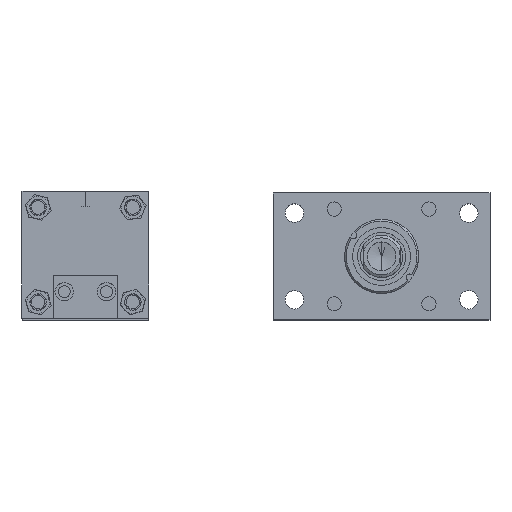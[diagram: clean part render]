
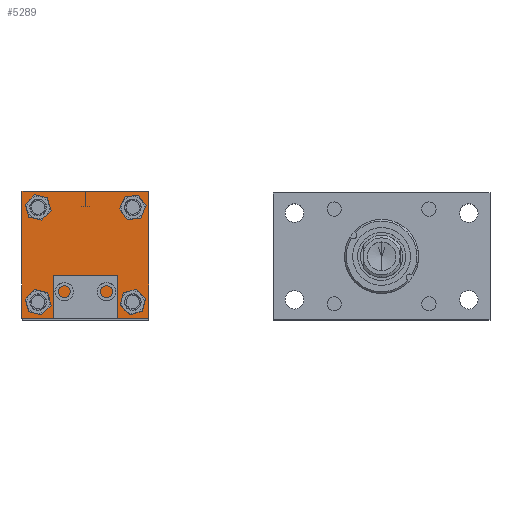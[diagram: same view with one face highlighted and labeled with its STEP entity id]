
A CAD part, top view. The second image highlights one B-rep face of the part: STEP entity #5289.
In plain terms, the highlighted face is planar.
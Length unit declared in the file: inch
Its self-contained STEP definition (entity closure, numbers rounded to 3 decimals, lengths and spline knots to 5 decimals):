
#422 = EDGE_LOOP ( 'NONE', ( #9324, #11743, #11125, #8728 ) ) ;
#642 = DIRECTION ( 'NONE',  ( -1., 0., 0. ) ) ;
#853 = EDGE_CURVE ( 'NONE', #5551, #1322, #10242, .T. ) ;
#922 = EDGE_CURVE ( 'NONE', #9533, #5100, #8591, .T. ) ;
#1195 = ORIENTED_EDGE ( 'NONE', *, *, #853, .T. ) ;
#1317 = AXIS2_PLACEMENT_3D ( 'NONE', #10801, #4568, #9795 ) ;
#1322 = VERTEX_POINT ( 'NONE', #13215 ) ;
#1429 = DIRECTION ( 'NONE',  ( 0., 0., 1. ) ) ;
#1504 = VECTOR ( 'NONE', #2917, 39.37008 ) ;
#1701 = CARTESIAN_POINT ( 'NONE',  ( 4.39788, 7.73791, -0.3831 ) ) ;
#1754 = CARTESIAN_POINT ( 'NONE',  ( 6.63588, 7.73791, -0.3831 ) ) ;
#1865 = AXIS2_PLACEMENT_3D ( 'NONE', #5038, #6074, #5947 ) ;
#1977 = CARTESIAN_POINT ( 'NONE',  ( 4.19488, 9.97591, -0.3831 ) ) ;
#2045 = AXIS2_PLACEMENT_3D ( 'NONE', #3965, #2951, #10244 ) ;
#2203 = FACE_BOUND ( 'NONE', #3704, .T. ) ;
#2342 = ORIENTED_EDGE ( 'NONE', *, *, #10077, .T. ) ;
#2378 = DIRECTION ( 'NONE',  ( 1., 0., 0. ) ) ;
#2442 = CARTESIAN_POINT ( 'NONE',  ( 4.39788, 9.97591, -0.3831 ) ) ;
#2609 = CARTESIAN_POINT ( 'NONE',  ( 3.81388, 7.35691, -0.3831 ) ) ;
#2744 = LINE ( 'NONE', #6893, #6646 ) ;
#2917 = DIRECTION ( 'NONE',  ( 0., -1., 0. ) ) ;
#2951 = DIRECTION ( 'NONE',  ( 0., 0., 1. ) ) ;
#2984 = EDGE_CURVE ( 'NONE', #9341, #7984, #11992, .T. ) ;
#2998 = EDGE_CURVE ( 'NONE', #7672, #7418, #11661, .T. ) ;
#3001 = FACE_BOUND ( 'NONE', #5213, .T. ) ;
#3003 = CARTESIAN_POINT ( 'NONE',  ( 3.99188, 7.73791, -0.3831 ) ) ;
#3061 = AXIS2_PLACEMENT_3D ( 'NONE', #4861, #11150, #7072 ) ;
#3324 = DIRECTION ( 'NONE',  ( 0., 0., 1. ) ) ;
#3509 = CARTESIAN_POINT ( 'NONE',  ( 6.81388, 7.35691, -0.3831 ) ) ;
#3704 = EDGE_LOOP ( 'NONE', ( #10696, #12947 ) ) ;
#3910 = VERTEX_POINT ( 'NONE', #9296 ) ;
#3965 = CARTESIAN_POINT ( 'NONE',  ( 6.43288, 9.97591, -0.3831 ) ) ;
#4150 = LINE ( 'NONE', #12855, #8195 ) ;
#4568 = DIRECTION ( 'NONE',  ( 0., 0., 1. ) ) ;
#4779 = VERTEX_POINT ( 'NONE', #12847 ) ;
#4861 = CARTESIAN_POINT ( 'NONE',  ( 4.19488, 9.97591, -0.3831 ) ) ;
#4981 = FACE_OUTER_BOUND ( 'NONE', #422, .T. ) ;
#4985 = DIRECTION ( 'NONE',  ( 1., 0., 0. ) ) ;
#5038 = CARTESIAN_POINT ( 'NONE',  ( 4.19488, 7.73791, -0.3831 ) ) ;
#5100 = VERTEX_POINT ( 'NONE', #11470 ) ;
#5153 = DIRECTION ( 'NONE',  ( 1., 0., 0. ) ) ;
#5213 = EDGE_LOOP ( 'NONE', ( #9786, #13411 ) ) ;
#5289 = ADVANCED_FACE ( 'NONE', ( #3001, #2203, #12972, #11005, #4981 ), #6477, .F. ) ;
#5345 = VERTEX_POINT ( 'NONE', #3509 ) ;
#5551 = VERTEX_POINT ( 'NONE', #1754 ) ;
#5706 = LINE ( 'NONE', #12276, #8319 ) ;
#5756 = EDGE_CURVE ( 'NONE', #7984, #9341, #11649, .T. ) ;
#5947 = DIRECTION ( 'NONE',  ( 1., 0., 0. ) ) ;
#6074 = DIRECTION ( 'NONE',  ( 0., 0., 1. ) ) ;
#6100 = AXIS2_PLACEMENT_3D ( 'NONE', #1977, #11410, #5153 ) ;
#6144 = AXIS2_PLACEMENT_3D ( 'NONE', #8006, #11235, #4985 ) ;
#6205 = EDGE_CURVE ( 'NONE', #4779, #3910, #4150, .T. ) ;
#6477 = PLANE ( 'NONE',  #9851 ) ;
#6646 = VECTOR ( 'NONE', #8896, 39.37008 ) ;
#6699 = DIRECTION ( 'NONE',  ( 1., 0., 0. ) ) ;
#6893 = CARTESIAN_POINT ( 'NONE',  ( 6.81388, 5.55135, -0.3831 ) ) ;
#7047 = EDGE_LOOP ( 'NONE', ( #9371, #8017 ) ) ;
#7072 = DIRECTION ( 'NONE',  ( 1., 0., 0. ) ) ;
#7150 = AXIS2_PLACEMENT_3D ( 'NONE', #12821, #10664, #2378 ) ;
#7418 = VERTEX_POINT ( 'NONE', #1701 ) ;
#7581 = DIRECTION ( 'NONE',  ( -1., 0., 0. ) ) ;
#7615 = EDGE_CURVE ( 'NONE', #3910, #10063, #13265, .T. ) ;
#7672 = VERTEX_POINT ( 'NONE', #3003 ) ;
#7984 = VERTEX_POINT ( 'NONE', #10290 ) ;
#8006 = CARTESIAN_POINT ( 'NONE',  ( 6.43288, 7.73791, -0.3831 ) ) ;
#8017 = ORIENTED_EDGE ( 'NONE', *, *, #922, .T. ) ;
#8195 = VECTOR ( 'NONE', #7581, 39.37008 ) ;
#8319 = VECTOR ( 'NONE', #642, 39.37008 ) ;
#8591 = CIRCLE ( 'NONE', #1317, 0.203 ) ;
#8728 = ORIENTED_EDGE ( 'NONE', *, *, #12065, .T. ) ;
#8801 = EDGE_CURVE ( 'NONE', #5100, #9533, #13336, .T. ) ;
#8896 = DIRECTION ( 'NONE',  ( 0., -1., 0. ) ) ;
#9296 = CARTESIAN_POINT ( 'NONE',  ( 3.81388, 10.35691, -0.3831 ) ) ;
#9324 = ORIENTED_EDGE ( 'NONE', *, *, #10129, .T. ) ;
#9341 = VERTEX_POINT ( 'NONE', #2442 ) ;
#9371 = ORIENTED_EDGE ( 'NONE', *, *, #8801, .T. ) ;
#9533 = VERTEX_POINT ( 'NONE', #13223 ) ;
#9576 = DIRECTION ( 'NONE',  ( 1., 0., 0. ) ) ;
#9662 = CARTESIAN_POINT ( 'NONE',  ( 5.31388, 5.55135, -0.3831 ) ) ;
#9786 = ORIENTED_EDGE ( 'NONE', *, *, #5756, .T. ) ;
#9795 = DIRECTION ( 'NONE',  ( 1., 0., 0. ) ) ;
#9851 = AXIS2_PLACEMENT_3D ( 'NONE', #9662, #3324, #9576 ) ;
#10008 = EDGE_CURVE ( 'NONE', #7418, #7672, #11592, .T. ) ;
#10063 = VERTEX_POINT ( 'NONE', #2609 ) ;
#10077 = EDGE_CURVE ( 'NONE', #1322, #5551, #10442, .T. ) ;
#10129 = EDGE_CURVE ( 'NONE', #5345, #10063, #5706, .T. ) ;
#10242 = CIRCLE ( 'NONE', #7150, 0.203 ) ;
#10244 = DIRECTION ( 'NONE',  ( 1., 0., 0. ) ) ;
#10290 = CARTESIAN_POINT ( 'NONE',  ( 3.99188, 9.97591, -0.3831 ) ) ;
#10442 = CIRCLE ( 'NONE', #6144, 0.203 ) ;
#10664 = DIRECTION ( 'NONE',  ( 0., 0., 1. ) ) ;
#10696 = ORIENTED_EDGE ( 'NONE', *, *, #2998, .T. ) ;
#10801 = CARTESIAN_POINT ( 'NONE',  ( 6.43288, 9.97591, -0.3831 ) ) ;
#11005 = FACE_BOUND ( 'NONE', #7047, .T. ) ;
#11125 = ORIENTED_EDGE ( 'NONE', *, *, #6205, .F. ) ;
#11150 = DIRECTION ( 'NONE',  ( 0., 0., 1. ) ) ;
#11235 = DIRECTION ( 'NONE',  ( 0., 0., 1. ) ) ;
#11410 = DIRECTION ( 'NONE',  ( 0., 0., 1. ) ) ;
#11470 = CARTESIAN_POINT ( 'NONE',  ( 6.22988, 9.97591, -0.3831 ) ) ;
#11592 = CIRCLE ( 'NONE', #11815, 0.203 ) ;
#11649 = CIRCLE ( 'NONE', #6100, 0.203 ) ;
#11661 = CIRCLE ( 'NONE', #1865, 0.203 ) ;
#11743 = ORIENTED_EDGE ( 'NONE', *, *, #7615, .F. ) ;
#11815 = AXIS2_PLACEMENT_3D ( 'NONE', #12914, #1429, #6699 ) ;
#11992 = CIRCLE ( 'NONE', #3061, 0.203 ) ;
#12065 = EDGE_CURVE ( 'NONE', #4779, #5345, #2744, .T. ) ;
#12276 = CARTESIAN_POINT ( 'NONE',  ( 5.31388, 7.35691, -0.3831 ) ) ;
#12357 = EDGE_LOOP ( 'NONE', ( #2342, #1195 ) ) ;
#12821 = CARTESIAN_POINT ( 'NONE',  ( 6.43288, 7.73791, -0.3831 ) ) ;
#12847 = CARTESIAN_POINT ( 'NONE',  ( 6.81388, 10.35691, -0.3831 ) ) ;
#12855 = CARTESIAN_POINT ( 'NONE',  ( 5.31388, 10.35691, -0.3831 ) ) ;
#12914 = CARTESIAN_POINT ( 'NONE',  ( 4.19488, 7.73791, -0.3831 ) ) ;
#12947 = ORIENTED_EDGE ( 'NONE', *, *, #10008, .T. ) ;
#12972 = FACE_BOUND ( 'NONE', #12357, .T. ) ;
#13215 = CARTESIAN_POINT ( 'NONE',  ( 6.22988, 7.73791, -0.3831 ) ) ;
#13223 = CARTESIAN_POINT ( 'NONE',  ( 6.63588, 9.97591, -0.3831 ) ) ;
#13265 = LINE ( 'NONE', #13434, #1504 ) ;
#13336 = CIRCLE ( 'NONE', #2045, 0.203 ) ;
#13411 = ORIENTED_EDGE ( 'NONE', *, *, #2984, .T. ) ;
#13434 = CARTESIAN_POINT ( 'NONE',  ( 3.81388, 5.55135, -0.3831 ) ) ;
